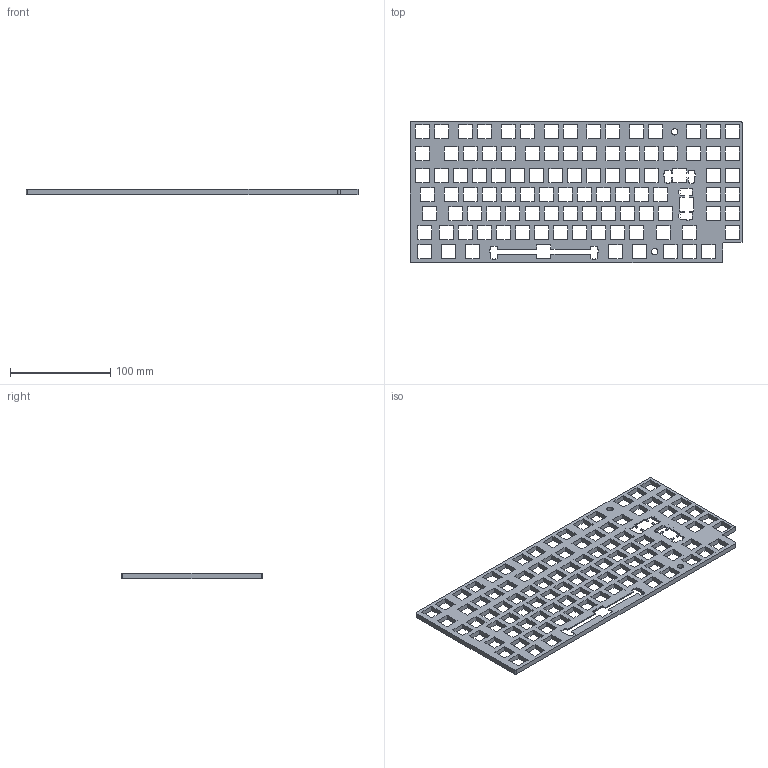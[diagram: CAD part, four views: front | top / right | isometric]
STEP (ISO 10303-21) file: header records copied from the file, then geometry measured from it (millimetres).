
FILE_DESCRIPTION(('FreeCAD Model'),'2;1');
FILE_NAME('Open CASCADE Shape Model','2023-12-24T00:25:43',(''),(''), 'Open CASCADE STEP processor 7.6','FreeCAD','Unknown');
FILE_SCHEMA(('AUTOMOTIVE_DESIGN { 1 0 10303 214 1 1 1 1 }'));
Length unit declared in the file: millimetre
Products named in the file (1): SwitchLayerBody
Bounding box: 332 x 141.5 x 5 mm (x, y, z)
Volume: 119751.5 mm3; surface area: 86402.9 mm2
Topology: 1 solids, 1 shells, 545 faces, 1614 edges, 1076 vertices
Faces by surface type: plane 533, cylinder 12
Full cylindrical faces by diameter (mm): 6.4 x3
Entity records: 39325 total; most frequent: CARTESIAN_POINT 6566, DIRECTION 5941, LINE 4794, VECTOR 4794, ORIENTED_EDGE 3228, PCURVE 3228, DEFINITIONAL_REPRESENTATION 3228, EDGE_CURVE 1614
